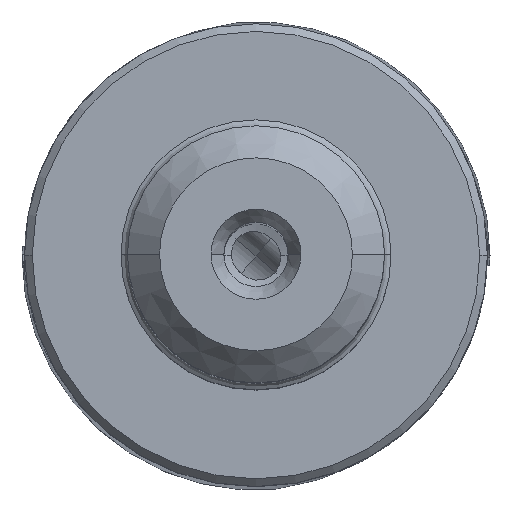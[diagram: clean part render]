
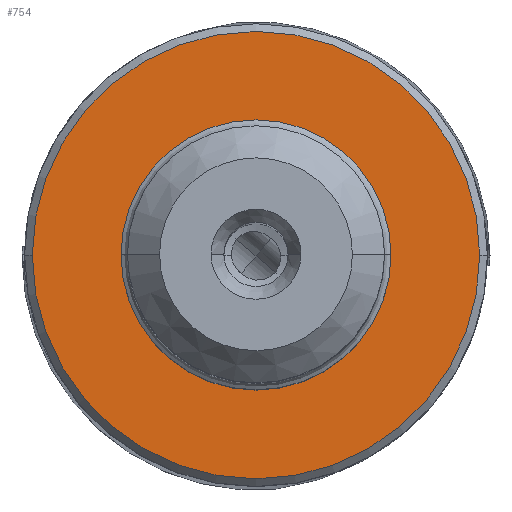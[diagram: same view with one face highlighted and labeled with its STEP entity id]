
A CAD part, top view. The second image highlights one B-rep face of the part: STEP entity #754.
In plain terms, the highlighted planar face has unit normal (0, 0, 1).
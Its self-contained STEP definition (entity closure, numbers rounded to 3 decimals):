
#65=FACE_BOUND('',#1290,.T.);
#66=FACE_BOUND('',#1291,.T.);
#104=PLANE('',#5134);
#754=ADVANCED_FACE('',(#65,#66),#104,.T.);
#1290=EDGE_LOOP('',(#1971,#1972,#1973,#1974));
#1291=EDGE_LOOP('',(#1975,#1976));
#1971=ORIENTED_EDGE('',*,*,#3936,.T.);
#1972=ORIENTED_EDGE('',*,*,#3937,.F.);
#1973=ORIENTED_EDGE('',*,*,#3938,.F.);
#1974=ORIENTED_EDGE('',*,*,#3939,.T.);
#1975=ORIENTED_EDGE('',*,*,#3935,.F.);
#1976=ORIENTED_EDGE('',*,*,#3940,.F.);
#3379=VERTEX_POINT('',#7487);
#3380=VERTEX_POINT('',#7489);
#3381=VERTEX_POINT('',#7493);
#3382=VERTEX_POINT('',#7494);
#3383=VERTEX_POINT('',#7496);
#3384=VERTEX_POINT('',#7498);
#3935=EDGE_CURVE('',#3380,#3379,#4622,.T.);
#3936=EDGE_CURVE('',#3381,#3382,#4623,.T.);
#3937=EDGE_CURVE('',#3383,#3382,#4624,.T.);
#3938=EDGE_CURVE('',#3384,#3383,#4625,.T.);
#3939=EDGE_CURVE('',#3384,#3381,#4626,.T.);
#3940=EDGE_CURVE('',#3379,#3380,#4627,.T.);
#4622=CIRCLE('',#5127,5.25);
#4623=CIRCLE('',#5129,8.7);
#4624=CIRCLE('',#5130,8.7);
#4625=CIRCLE('',#5131,8.7);
#4626=CIRCLE('',#5132,8.7);
#4627=CIRCLE('',#5133,5.25);
#5127=AXIS2_PLACEMENT_3D('',#7490,#5827,#5828);
#5129=AXIS2_PLACEMENT_3D('',#7492,#5831,#5832);
#5130=AXIS2_PLACEMENT_3D('',#7495,#5833,#5834);
#5131=AXIS2_PLACEMENT_3D('',#7497,#5835,#5836);
#5132=AXIS2_PLACEMENT_3D('',#7499,#5837,#5838);
#5133=AXIS2_PLACEMENT_3D('',#7500,#5839,#5840);
#5134=AXIS2_PLACEMENT_3D('',#7501,#5841,#5842);
#5827=DIRECTION('',(0.,0.,1.));
#5828=DIRECTION('',(-1.,0.,0.));
#5831=DIRECTION('',(0.,0.,1.));
#5832=DIRECTION('',(1.,-0.001,0.));
#5833=DIRECTION('',(0.,0.,-1.));
#5834=DIRECTION('',(1.,-0.001,0.));
#5835=DIRECTION('',(0.,0.,-1.));
#5836=DIRECTION('',(-1.,0.001,0.));
#5837=DIRECTION('',(0.,0.,1.));
#5838=DIRECTION('',(-1.,0.001,0.));
#5839=DIRECTION('',(0.,0.,1.));
#5840=DIRECTION('',(1.,0.,0.));
#5841=DIRECTION('',(0.,0.,1.));
#5842=DIRECTION('',(1.,0.,0.));
#7487=CARTESIAN_POINT('',(5.25,0.,0.));
#7489=CARTESIAN_POINT('',(-5.25,0.,0.));
#7490=CARTESIAN_POINT('',(0.,0.,0.));
#7492=CARTESIAN_POINT('',(0.,0.,0.));
#7493=CARTESIAN_POINT('',(-8.7,0.,0.));
#7494=CARTESIAN_POINT('',(8.7,-0.011,0.));
#7495=CARTESIAN_POINT('',(0.,0.,0.));
#7496=CARTESIAN_POINT('',(8.7,0.,0.));
#7497=CARTESIAN_POINT('',(0.,0.,0.));
#7498=CARTESIAN_POINT('',(-8.7,0.011,0.));
#7499=CARTESIAN_POINT('',(0.,0.,0.));
#7500=CARTESIAN_POINT('',(0.,0.,0.));
#7501=CARTESIAN_POINT('',(0.,0.,0.));
